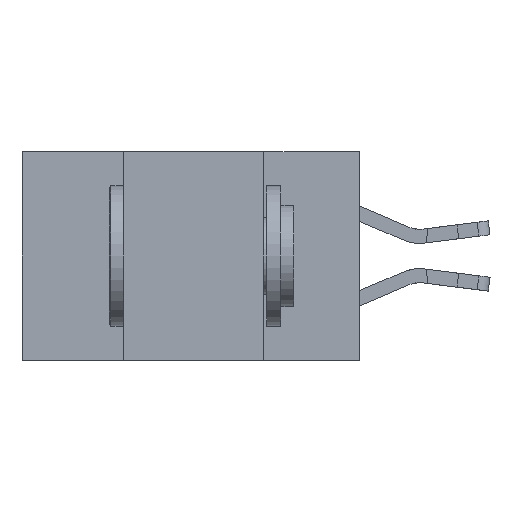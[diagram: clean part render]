
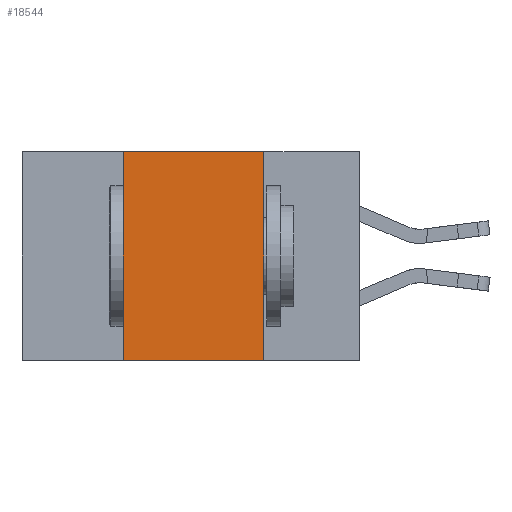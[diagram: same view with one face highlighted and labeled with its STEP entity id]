
A CAD part, left-side view. The second image highlights one B-rep face of the part: STEP entity #18544.
In plain terms, the highlighted planar face has unit normal (-1, 0, 0).
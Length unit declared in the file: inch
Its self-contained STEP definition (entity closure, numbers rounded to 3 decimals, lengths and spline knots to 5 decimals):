
#25 = CARTESIAN_POINT ( 'NONE',  ( 0., 0.17, 0. ) ) ;
#96 = VERTEX_POINT ( 'NONE', #4690 ) ;
#194 = CARTESIAN_POINT ( 'NONE',  ( 0., 0.42, -0.37 ) ) ;
#512 = CARTESIAN_POINT ( 'NONE',  ( 0., 0.42, 0. ) ) ;
#1086 = VECTOR ( 'NONE', #22282, 39.37008 ) ;
#1563 = DIRECTION ( 'NONE',  ( 0., 0., -1. ) ) ;
#2347 = ORIENTED_EDGE ( 'NONE', *, *, #7271, .F. ) ;
#2480 = EDGE_LOOP ( 'NONE', ( #2347, #4293, #4652, #8751 ) ) ;
#3720 = LINE ( 'NONE', #10875, #18282 ) ;
#4087 = DIRECTION ( 'NONE',  ( 0., 0., -1. ) ) ;
#4293 = ORIENTED_EDGE ( 'NONE', *, *, #20017, .F. ) ;
#4652 = ORIENTED_EDGE ( 'NONE', *, *, #4842, .F. ) ;
#4690 = CARTESIAN_POINT ( 'NONE',  ( 0., 0.42, 0. ) ) ;
#4842 = EDGE_CURVE ( 'NONE', #6869, #96, #8877, .T. ) ;
#6869 = VERTEX_POINT ( 'NONE', #194 ) ;
#7271 = EDGE_CURVE ( 'NONE', #9174, #10173, #22709, .T. ) ;
#8751 = ORIENTED_EDGE ( 'NONE', *, *, #17846, .T. ) ;
#8877 = LINE ( 'NONE', #512, #22269 ) ;
#9174 = VERTEX_POINT ( 'NONE', #25 ) ;
#10173 = VERTEX_POINT ( 'NONE', #11953 ) ;
#10609 = CARTESIAN_POINT ( 'NONE',  ( 0., 0.17, 0. ) ) ;
#10751 = LINE ( 'NONE', #14922, #1086 ) ;
#10875 = CARTESIAN_POINT ( 'NONE',  ( 0., 0.6, -0.37 ) ) ;
#11324 = PLANE ( 'NONE',  #19192 ) ;
#11423 = DIRECTION ( 'NONE',  ( 0., 0., 1. ) ) ;
#11953 = CARTESIAN_POINT ( 'NONE',  ( 0., 0.17, -0.37 ) ) ;
#14922 = CARTESIAN_POINT ( 'NONE',  ( 0., 0.6, 0. ) ) ;
#14960 = DIRECTION ( 'NONE',  ( 1., 0., 0. ) ) ;
#17348 = VECTOR ( 'NONE', #1563, 39.37008 ) ;
#17846 = EDGE_CURVE ( 'NONE', #6869, #10173, #3720, .T. ) ;
#18282 = VECTOR ( 'NONE', #21828, 39.37008 ) ;
#18544 = ADVANCED_FACE ( 'NONE', ( #20238 ), #11324, .F. ) ;
#18611 = CARTESIAN_POINT ( 'NONE',  ( 0., 0.6, 0. ) ) ;
#19192 = AXIS2_PLACEMENT_3D ( 'NONE', #18611, #14960, #4087 ) ;
#20017 = EDGE_CURVE ( 'NONE', #96, #9174, #10751, .T. ) ;
#20238 = FACE_OUTER_BOUND ( 'NONE', #2480, .T. ) ;
#21828 = DIRECTION ( 'NONE',  ( 0., -1., 0. ) ) ;
#22269 = VECTOR ( 'NONE', #11423, 39.37008 ) ;
#22282 = DIRECTION ( 'NONE',  ( 0., -1., 0. ) ) ;
#22709 = LINE ( 'NONE', #10609, #17348 ) ;
